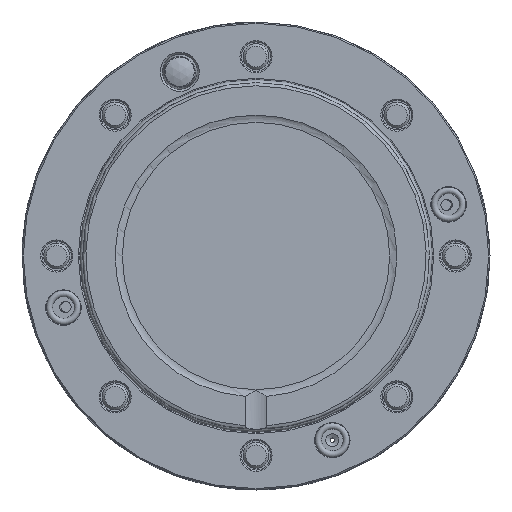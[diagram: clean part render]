
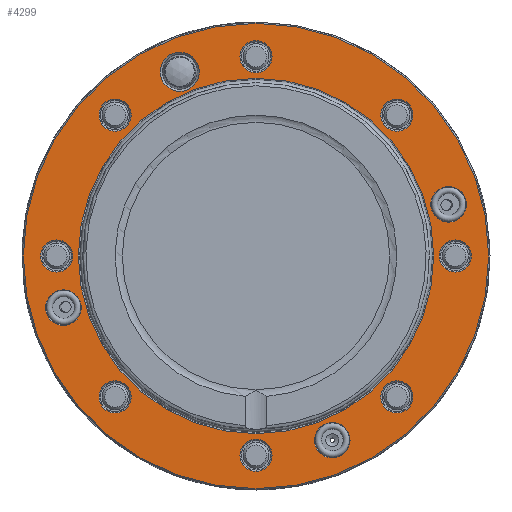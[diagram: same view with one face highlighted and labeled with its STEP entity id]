
A CAD part, front view. The second image highlights one B-rep face of the part: STEP entity #4299.
In plain terms, the highlighted planar face has unit normal (0, -1, 0).
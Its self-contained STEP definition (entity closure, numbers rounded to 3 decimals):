
#3 = DIRECTION ( 'NONE',  ( 1., 0., 0. ) ) ;
#50 = CIRCLE ( 'NONE', #6683, 3.7 ) ;
#57 = FACE_BOUND ( 'NONE', #7853, .T. ) ;
#527 = CARTESIAN_POINT ( 'NONE',  ( 44.433, -13., 11.906 ) ) ;
#659 = EDGE_CURVE ( 'NONE', #7524, #7524, #6845, .T. ) ;
#736 = EDGE_LOOP ( 'NONE', ( #8751 ) ) ;
#844 = AXIS2_PLACEMENT_3D ( 'NONE', #7297, #2782, #6397 ) ;
#1111 = DIRECTION ( 'NONE',  ( 0., 1., 0. ) ) ;
#1118 = DIRECTION ( 'NONE',  ( -0.707, 0., -0.707 ) ) ;
#1230 = EDGE_LOOP ( 'NONE', ( #7608 ) ) ;
#1235 = ORIENTED_EDGE ( 'NONE', *, *, #7502, .T. ) ;
#1269 = CARTESIAN_POINT ( 'NONE',  ( 17.603, -13., -42.498 ) ) ;
#1341 = ORIENTED_EDGE ( 'NONE', *, *, #2824, .T. ) ;
#1345 = AXIS2_PLACEMENT_3D ( 'NONE', #7493, #5667, #8321 ) ;
#1413 = CARTESIAN_POINT ( 'NONE',  ( 0., -13., 0. ) ) ;
#1505 = DIRECTION ( 'NONE',  ( 0., 0., 1. ) ) ;
#1547 = CARTESIAN_POINT ( 'NONE',  ( 3.7, -13., 46. ) ) ;
#1612 = CARTESIAN_POINT ( 'NONE',  ( -44.433, -13., -7.806 ) ) ;
#1689 = DIRECTION ( 'NONE',  ( 0., 1., 0. ) ) ;
#1700 = EDGE_LOOP ( 'NONE', ( #3637 ) ) ;
#1808 = FACE_BOUND ( 'NONE', #2280, .T. ) ;
#1859 = FACE_BOUND ( 'NONE', #736, .T. ) ;
#2280 = EDGE_LOOP ( 'NONE', ( #7589 ) ) ;
#2361 = EDGE_LOOP ( 'NONE', ( #2519 ) ) ;
#2416 = DIRECTION ( 'NONE',  ( 0., 1., 0. ) ) ;
#2456 = CARTESIAN_POINT ( 'NONE',  ( 17.603, -13., -38.398 ) ) ;
#2519 = ORIENTED_EDGE ( 'NONE', *, *, #10203, .T. ) ;
#2592 = EDGE_CURVE ( 'NONE', #6958, #6958, #8499, .T. ) ;
#2609 = DIRECTION ( 'NONE',  ( 0.707, 0., 0.707 ) ) ;
#2625 = CARTESIAN_POINT ( 'NONE',  ( 44.433, -13., 16.006 ) ) ;
#2697 = CIRCLE ( 'NONE', #8206, 4.5 ) ;
#2780 = CARTESIAN_POINT ( 'NONE',  ( -29.911, -13., 35.143 ) ) ;
#2782 = DIRECTION ( 'NONE',  ( 0., 1., 0. ) ) ;
#2824 = EDGE_CURVE ( 'NONE', #5531, #5531, #10205, .T. ) ;
#2866 = AXIS2_PLACEMENT_3D ( 'NONE', #527, #4283, #9419 ) ;
#2876 = AXIS2_PLACEMENT_3D ( 'NONE', #3549, #7226, #2609 ) ;
#2923 = DIRECTION ( 'NONE',  ( 0., 0., 1. ) ) ;
#3500 = ORIENTED_EDGE ( 'NONE', *, *, #8959, .F. ) ;
#3534 = EDGE_CURVE ( 'NONE', #6360, #6360, #10820, .T. ) ;
#3549 = CARTESIAN_POINT ( 'NONE',  ( -32.527, -13., 32.527 ) ) ;
#3614 = FACE_BOUND ( 'NONE', #1700, .T. ) ;
#3637 = ORIENTED_EDGE ( 'NONE', *, *, #4816, .T. ) ;
#3679 = PLANE ( 'NONE',  #844 ) ;
#3955 = DIRECTION ( 'NONE',  ( 0., 0., 1. ) ) ;
#4078 = EDGE_LOOP ( 'NONE', ( #3500 ) ) ;
#4157 = CARTESIAN_POINT ( 'NONE',  ( -44.433, -13., -11.906 ) ) ;
#4181 = EDGE_CURVE ( 'NONE', #5816, #5816, #2697, .T. ) ;
#4222 = CARTESIAN_POINT ( 'NONE',  ( 35.143, -13., 29.911 ) ) ;
#4224 = DIRECTION ( 'NONE',  ( 0., 1., 0. ) ) ;
#4273 = CARTESIAN_POINT ( 'NONE',  ( -3.7, -13., -46. ) ) ;
#4283 = DIRECTION ( 'NONE',  ( 0., 1., 0. ) ) ;
#4292 = EDGE_LOOP ( 'NONE', ( #1341 ) ) ;
#4299 = ADVANCED_FACE ( 'NONE', ( #6289, #1808, #9938, #10900, #4398, #8832, #5405, #1859, #11733, #3614, #10847, #5457, #4562, #57 ), #3679, .F. ) ;
#4320 = EDGE_CURVE ( 'NONE', #9472, #9472, #8596, .T. ) ;
#4374 = ORIENTED_EDGE ( 'NONE', *, *, #6756, .T. ) ;
#4398 = FACE_BOUND ( 'NONE', #10672, .T. ) ;
#4562 = FACE_BOUND ( 'NONE', #5318, .T. ) ;
#4669 = VERTEX_POINT ( 'NONE', #8270 ) ;
#4816 = EDGE_CURVE ( 'NONE', #5640, #5640, #6149, .T. ) ;
#4872 = DIRECTION ( 'NONE',  ( 0., 1., 0. ) ) ;
#4925 = CARTESIAN_POINT ( 'NONE',  ( 46., -13., 0. ) ) ;
#5085 = ORIENTED_EDGE ( 'NONE', *, *, #2592, .T. ) ;
#5097 = VERTEX_POINT ( 'NONE', #4222 ) ;
#5318 = EDGE_LOOP ( 'NONE', ( #6781 ) ) ;
#5323 = DIRECTION ( 'NONE',  ( 0., 1., 0. ) ) ;
#5405 = FACE_BOUND ( 'NONE', #4292, .T. ) ;
#5456 = VERTEX_POINT ( 'NONE', #2780 ) ;
#5457 = FACE_BOUND ( 'NONE', #8200, .T. ) ;
#5531 = VERTEX_POINT ( 'NONE', #10071 ) ;
#5640 = VERTEX_POINT ( 'NONE', #5872 ) ;
#5667 = DIRECTION ( 'NONE',  ( 0., 1., 0. ) ) ;
#5687 = DIRECTION ( 'NONE',  ( 0., 1., 0. ) ) ;
#5761 = CARTESIAN_POINT ( 'NONE',  ( 0., -13., 40.996 ) ) ;
#5763 = AXIS2_PLACEMENT_3D ( 'NONE', #11125, #1111, #3955 ) ;
#5816 = VERTEX_POINT ( 'NONE', #11137 ) ;
#5826 = CARTESIAN_POINT ( 'NONE',  ( -35.143, -13., -29.911 ) ) ;
#5858 = DIRECTION ( 'NONE',  ( 0., 0., 1. ) ) ;
#5872 = CARTESIAN_POINT ( 'NONE',  ( 29.911, -13., -35.143 ) ) ;
#5915 = ORIENTED_EDGE ( 'NONE', *, *, #4320, .T. ) ;
#6038 = VERTEX_POINT ( 'NONE', #1547 ) ;
#6065 = DIRECTION ( 'NONE',  ( -0.707, 0., 0.707 ) ) ;
#6148 = EDGE_LOOP ( 'NONE', ( #9964 ) ) ;
#6149 = CIRCLE ( 'NONE', #8413, 3.7 ) ;
#6289 = FACE_BOUND ( 'NONE', #8617, .T. ) ;
#6360 = VERTEX_POINT ( 'NONE', #2625 ) ;
#6397 = DIRECTION ( 'NONE',  ( 0., 0., 1. ) ) ;
#6683 = AXIS2_PLACEMENT_3D ( 'NONE', #10719, #5323, #7976 ) ;
#6756 = EDGE_CURVE ( 'NONE', #5097, #5097, #8331, .T. ) ;
#6759 = VERTEX_POINT ( 'NONE', #1612 ) ;
#6781 = ORIENTED_EDGE ( 'NONE', *, *, #10318, .T. ) ;
#6808 = AXIS2_PLACEMENT_3D ( 'NONE', #1413, #2416, #8626 ) ;
#6845 = CIRCLE ( 'NONE', #8914, 3.7 ) ;
#6958 = VERTEX_POINT ( 'NONE', #2456 ) ;
#7197 = AXIS2_PLACEMENT_3D ( 'NONE', #1269, #4872, #2923 ) ;
#7226 = DIRECTION ( 'NONE',  ( 0., 1., 0. ) ) ;
#7297 = CARTESIAN_POINT ( 'NONE',  ( 40.996, -13., 0. ) ) ;
#7493 = CARTESIAN_POINT ( 'NONE',  ( 32.527, -13., 32.527 ) ) ;
#7502 = EDGE_CURVE ( 'NONE', #5456, #5456, #10660, .T. ) ;
#7524 = VERTEX_POINT ( 'NONE', #5826 ) ;
#7589 = ORIENTED_EDGE ( 'NONE', *, *, #3534, .T. ) ;
#7608 = ORIENTED_EDGE ( 'NONE', *, *, #10801, .T. ) ;
#7853 = EDGE_LOOP ( 'NONE', ( #1235 ) ) ;
#7862 = VERTEX_POINT ( 'NONE', #4273 ) ;
#7976 = DIRECTION ( 'NONE',  ( -1., 0., 0. ) ) ;
#7995 = VERTEX_POINT ( 'NONE', #11626 ) ;
#8200 = EDGE_LOOP ( 'NONE', ( #4374 ) ) ;
#8206 = AXIS2_PLACEMENT_3D ( 'NONE', #8713, #4224, #10551 ) ;
#8254 = EDGE_CURVE ( 'NONE', #7995, #7995, #11734, .T. ) ;
#8270 = CARTESIAN_POINT ( 'NONE',  ( 0., -13., 53.7 ) ) ;
#8321 = DIRECTION ( 'NONE',  ( 0.707, 0., -0.707 ) ) ;
#8331 = CIRCLE ( 'NONE', #1345, 3.7 ) ;
#8413 = AXIS2_PLACEMENT_3D ( 'NONE', #9943, #9127, #1118 ) ;
#8432 = ORIENTED_EDGE ( 'NONE', *, *, #4181, .T. ) ;
#8472 = DIRECTION ( 'NONE',  ( 0., 1., 0. ) ) ;
#8473 = DIRECTION ( 'NONE',  ( 0., 1., 0. ) ) ;
#8499 = CIRCLE ( 'NONE', #7197, 4.1 ) ;
#8509 = AXIS2_PLACEMENT_3D ( 'NONE', #9527, #5687, #5858 ) ;
#8596 = CIRCLE ( 'NONE', #5763, 40.996 ) ;
#8617 = EDGE_LOOP ( 'NONE', ( #8432 ) ) ;
#8626 = DIRECTION ( 'NONE',  ( 0., 0., 1. ) ) ;
#8660 = DIRECTION ( 'NONE',  ( 0., 0., -1. ) ) ;
#8713 = CARTESIAN_POINT ( 'NONE',  ( -17.603, -13., 42.498 ) ) ;
#8751 = ORIENTED_EDGE ( 'NONE', *, *, #659, .T. ) ;
#8832 = FACE_OUTER_BOUND ( 'NONE', #4078, .T. ) ;
#8914 = AXIS2_PLACEMENT_3D ( 'NONE', #11689, #10628, #6065 ) ;
#8959 = EDGE_CURVE ( 'NONE', #4669, #4669, #10951, .T. ) ;
#9127 = DIRECTION ( 'NONE',  ( 0., 1., 0. ) ) ;
#9419 = DIRECTION ( 'NONE',  ( 0., 0., 1. ) ) ;
#9472 = VERTEX_POINT ( 'NONE', #5761 ) ;
#9527 = CARTESIAN_POINT ( 'NONE',  ( -46., -13., 0. ) ) ;
#9734 = CARTESIAN_POINT ( 'NONE',  ( 0., -13., 46. ) ) ;
#9817 = CIRCLE ( 'NONE', #11148, 4.1 ) ;
#9938 = FACE_BOUND ( 'NONE', #2361, .T. ) ;
#9943 = CARTESIAN_POINT ( 'NONE',  ( 32.527, -13., -32.527 ) ) ;
#9964 = ORIENTED_EDGE ( 'NONE', *, *, #8254, .T. ) ;
#10048 = CIRCLE ( 'NONE', #10435, 3.7 ) ;
#10071 = CARTESIAN_POINT ( 'NONE',  ( -46., -13., 3.7 ) ) ;
#10203 = EDGE_CURVE ( 'NONE', #6759, #6759, #9817, .T. ) ;
#10205 = CIRCLE ( 'NONE', #8509, 3.7 ) ;
#10318 = EDGE_CURVE ( 'NONE', #6038, #6038, #10048, .T. ) ;
#10435 = AXIS2_PLACEMENT_3D ( 'NONE', #9734, #1689, #3 ) ;
#10551 = DIRECTION ( 'NONE',  ( -0.004, 0., 1. ) ) ;
#10628 = DIRECTION ( 'NONE',  ( 0., 1., 0. ) ) ;
#10660 = CIRCLE ( 'NONE', #2876, 3.7 ) ;
#10672 = EDGE_LOOP ( 'NONE', ( #5915 ) ) ;
#10719 = CARTESIAN_POINT ( 'NONE',  ( 0., -13., -46. ) ) ;
#10801 = EDGE_CURVE ( 'NONE', #7862, #7862, #50, .T. ) ;
#10820 = CIRCLE ( 'NONE', #2866, 4.1 ) ;
#10847 = FACE_BOUND ( 'NONE', #6148, .T. ) ;
#10900 = FACE_BOUND ( 'NONE', #11296, .T. ) ;
#10951 = CIRCLE ( 'NONE', #6808, 53.7 ) ;
#10958 = AXIS2_PLACEMENT_3D ( 'NONE', #4925, #8472, #8660 ) ;
#11125 = CARTESIAN_POINT ( 'NONE',  ( 0., -13., 0. ) ) ;
#11137 = CARTESIAN_POINT ( 'NONE',  ( -17.623, -13., 46.998 ) ) ;
#11148 = AXIS2_PLACEMENT_3D ( 'NONE', #4157, #8473, #1505 ) ;
#11296 = EDGE_LOOP ( 'NONE', ( #5085 ) ) ;
#11626 = CARTESIAN_POINT ( 'NONE',  ( 46., -13., -3.7 ) ) ;
#11689 = CARTESIAN_POINT ( 'NONE',  ( -32.527, -13., -32.527 ) ) ;
#11733 = FACE_BOUND ( 'NONE', #1230, .T. ) ;
#11734 = CIRCLE ( 'NONE', #10958, 3.7 ) ;
